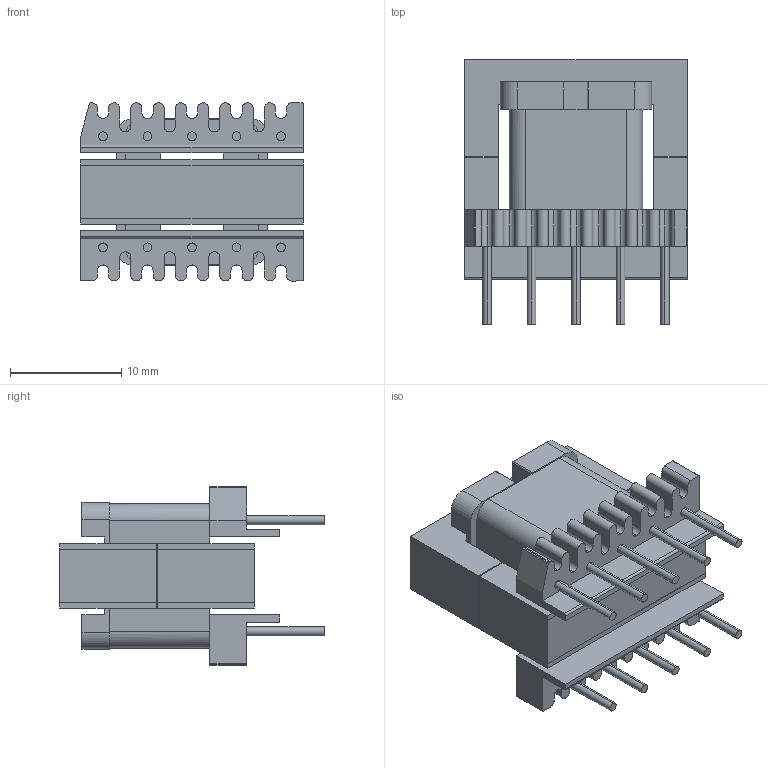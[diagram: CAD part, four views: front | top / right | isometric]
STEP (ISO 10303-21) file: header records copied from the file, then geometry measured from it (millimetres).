
FILE_DESCRIPTION (( 'STEP AP214' ), '1' );
FILE_NAME ('User Library-TR_EE22.STEP', '2015-03-16T21:26:19', ( 'Windows User' ), ( '' ), 'SwSTEP 2.0', 'SolidWorks 2015', '' );
FILE_SCHEMA (( 'AUTOMOTIVE_DESIGN' ));
Length unit declared in the file: millimetre
Products named in the file (1): User Library-TR_EE22
Bounding box: 20.02 x 23.81 x 16.03 mm (x, y, z)
Volume: 3089.5 mm3; surface area: 3249.2 mm2
Topology: 1 solids, 1 shells, 246 faces, 674 edges, 432 vertices
Faces by surface type: plane 153, cylinder 93
Entity records: 10234 total; most frequent: DIRECTION 1366, CARTESIAN_POINT 1353, ORIENTED_EDGE 1348, EDGE_CURVE 674, LINE 476, VECTOR 476, AXIS2_PLACEMENT_3D 445, VERTEX_POINT 432
